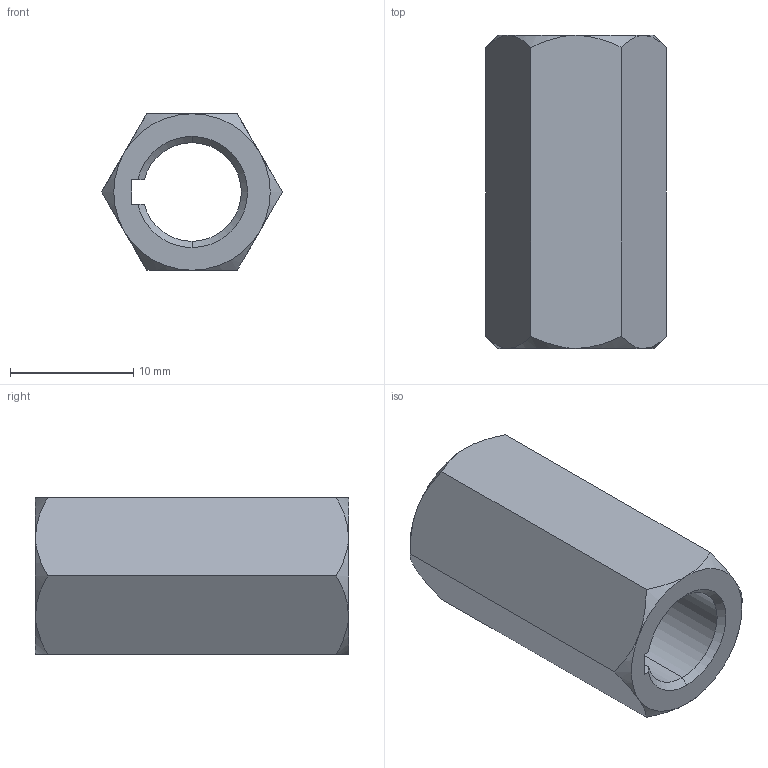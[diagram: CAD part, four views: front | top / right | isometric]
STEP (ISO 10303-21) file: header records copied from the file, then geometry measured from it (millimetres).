
FILE_DESCRIPTION (( 'STEP AP214' ), '1' );
FILE_NAME ('am-0588_long 8mm 500 Hex Adapter Shaft 1000 long.STEP', '2024-05-02T21:11:14', ( '' ), ( '' ), 'SwSTEP 2.0', 'SolidWorks 2024', '' );
FILE_SCHEMA (( 'AUTOMOTIVE_DESIGN' ));
Length unit declared in the file: inch
Products named in the file (1): am-0588_long 8mm 500 Hex Adapter Shaft 1000 long
Bounding box: 14.66 x 25.4 x 12.7 mm (x, y, z)
Volume: 2209.9 mm3; surface area: 1949.6 mm2
Topology: 1 solids, 1 shells, 32 faces, 74 edges, 44 vertices
Faces by surface type: cone 18, plane 11, cylinder 3
Entity records: 1037 total; most frequent: CARTESIAN_POINT 319, ORIENTED_EDGE 148, DIRECTION 136, EDGE_CURVE 74, AXIS2_PLACEMENT_3D 57, VERTEX_POINT 44, EDGE_LOOP 34, FACE_OUTER_BOUND 32
